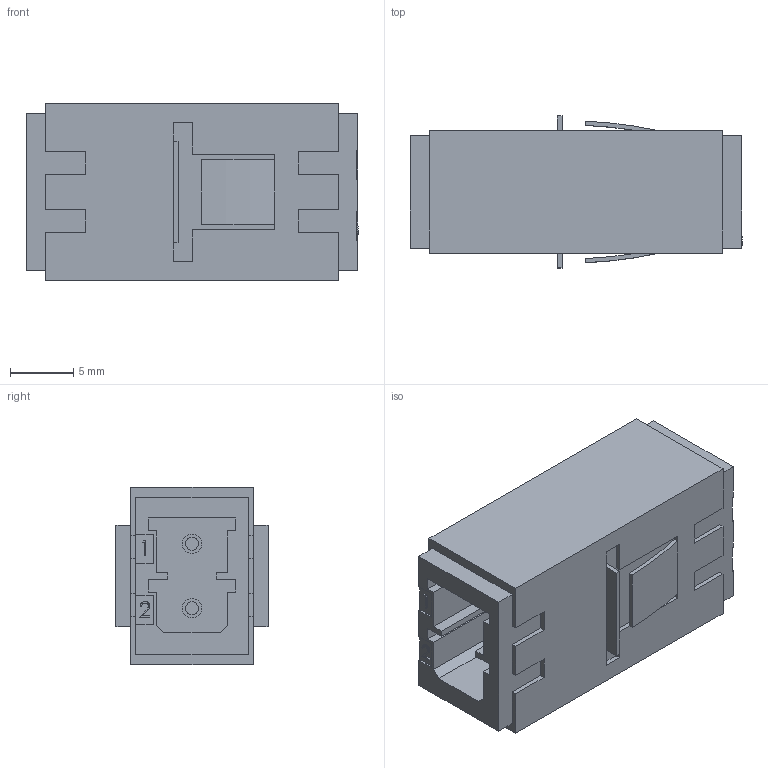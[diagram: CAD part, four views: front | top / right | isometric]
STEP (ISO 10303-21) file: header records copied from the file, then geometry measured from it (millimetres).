
FILE_DESCRIPTION (( 'STEP AP214' ), '1' );
FILE_NAME ('FOA-703M_3D.STEP', '2021-05-07T15:49:47', ( '' ), ( '' ), 'SwSTEP 2.0', 'SolidWorks 2020', '' );
FILE_SCHEMA (( 'AUTOMOTIVE_DESIGN' ));
Length unit declared in the file: inch
Products named in the file (1): FOA-703M_3D
Bounding box: 26.16 x 11.99 x 13.97 mm (x, y, z)
Volume: 2230.8 mm3; surface area: 2742 mm2
Topology: 1 solids, 1 shells, 212 faces, 574 edges, 380 vertices
Faces by surface type: plane 180, cylinder 20, bspline 12
Entity records: 7322 total; most frequent: CARTESIAN_POINT 1979, ORIENTED_EDGE 1148, DIRECTION 992, EDGE_CURVE 574, VECTOR 510, LINE 510, VERTEX_POINT 380, AXIS2_PLACEMENT_3D 241
